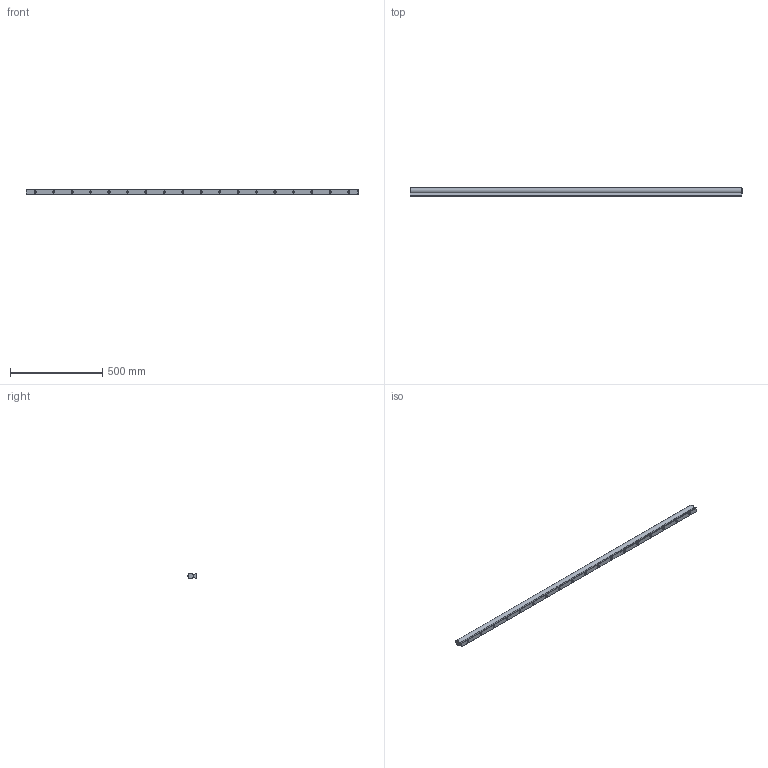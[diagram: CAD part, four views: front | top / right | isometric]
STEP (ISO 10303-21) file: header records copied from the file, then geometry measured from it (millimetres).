
FILE_DESCRIPTION ((), '1');
FILE_NAME ('WP11-330.stp', '2019-01-17T14:21:44', ('Unknown'), ('Unknown'), 'HarmonyWare STEP v2.0.5', 'Vectorworks', '');
FILE_SCHEMA (('CONFIG_CONTROL_DESIGN'));
Length unit declared in the file: millimetre
Products named in the file (3): NONE
Assembly tree (2 placements, depth 2):
  NONE
    NONE
    NONE
Bounding box: 1800 x 45 x 30 mm (x, y, z)
Volume: 1759121.5 mm3; surface area: 301798.1 mm2
Topology: 2 solids, 2 shells, 67 faces, 254 edges, 173 vertices
Faces by surface type: bspline 67
Entity records: 4935 total; most frequent: CARTESIAN_POINT 3213, ORIENTED_EDGE 508, EDGE_CURVE 254, B_SPLINE_CURVE_WITH_KNOTS 190, VERTEX_POINT 173, EDGE_LOOP 85, FACE_OUTER_BOUND 67, ADVANCED_FACE 67
